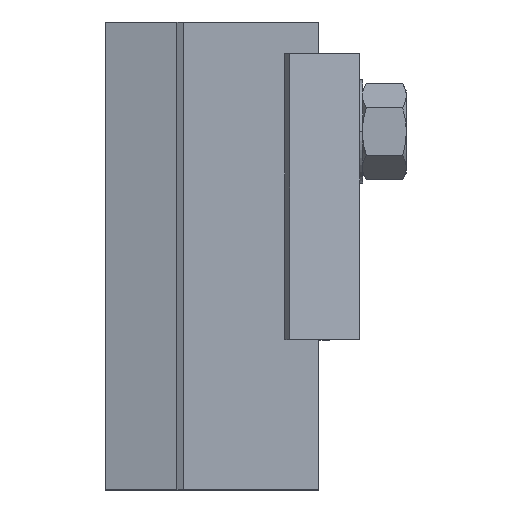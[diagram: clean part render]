
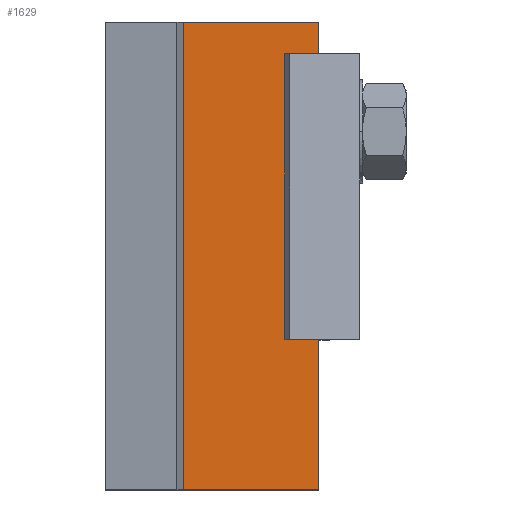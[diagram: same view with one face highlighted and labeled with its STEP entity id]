
A CAD part, top view. The second image highlights one B-rep face of the part: STEP entity #1629.
In plain terms, the highlighted face is planar.
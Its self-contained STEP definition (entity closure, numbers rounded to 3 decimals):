
#1483=DIRECTION('',(0.,0.,1.));
#1484=VECTOR('',#1483,37.079);
#1485=CARTESIAN_POINT('',(94.,78.055,0.));
#1486=LINE('',#1485,#1484);
#1487=DIRECTION('',(-1.,0.,0.));
#1488=VECTOR('',#1487,90.);
#1489=CARTESIAN_POINT('',(94.,78.055,37.079));
#1490=LINE('',#1489,#1488);
#1491=DIRECTION('',(0.,0.,-1.));
#1492=VECTOR('',#1491,37.079);
#1493=CARTESIAN_POINT('',(4.,78.055,37.079));
#1494=LINE('',#1493,#1492);
#1495=DIRECTION('',(-1.,0.,0.));
#1496=VECTOR('',#1495,90.);
#1497=CARTESIAN_POINT('',(94.,78.055,0.));
#1498=LINE('',#1497,#1496);
#1568=CARTESIAN_POINT('',(4.,78.055,0.));
#1570=VERTEX_POINT('',#1568);
#1573=CARTESIAN_POINT('',(94.,78.055,0.));
#1574=VERTEX_POINT('',#1573);
#1583=CARTESIAN_POINT('',(94.,78.055,37.079));
#1584=CARTESIAN_POINT('',(4.,78.055,37.079));
#1585=VERTEX_POINT('',#1583);
#1586=VERTEX_POINT('',#1584);
#1615=CARTESIAN_POINT('',(4.,78.055,0.));
#1616=DIRECTION('',(0.,1.,0.));
#1617=DIRECTION('',(1.,0.,0.));
#1618=AXIS2_PLACEMENT_3D('',#1615,#1616,#1617);
#1619=PLANE('',#1618);
#1621=ORIENTED_EDGE('',*,*,#1620,.T.);
#1623=ORIENTED_EDGE('',*,*,#1622,.T.);
#1625=ORIENTED_EDGE('',*,*,#1624,.T.);
#1626=ORIENTED_EDGE('',*,*,#1604,.F.);
#1627=EDGE_LOOP('',(#1621,#1623,#1625,#1626));
#1628=FACE_OUTER_BOUND('',#1627,.F.);
#1629=ADVANCED_FACE('',(#1628),#1619,.T.);
#1604=EDGE_CURVE('',#1574,#1570,#1498,.T.);
#1620=EDGE_CURVE('',#1574,#1585,#1486,.T.);
#1622=EDGE_CURVE('',#1585,#1586,#1490,.T.);
#1624=EDGE_CURVE('',#1586,#1570,#1494,.T.);
